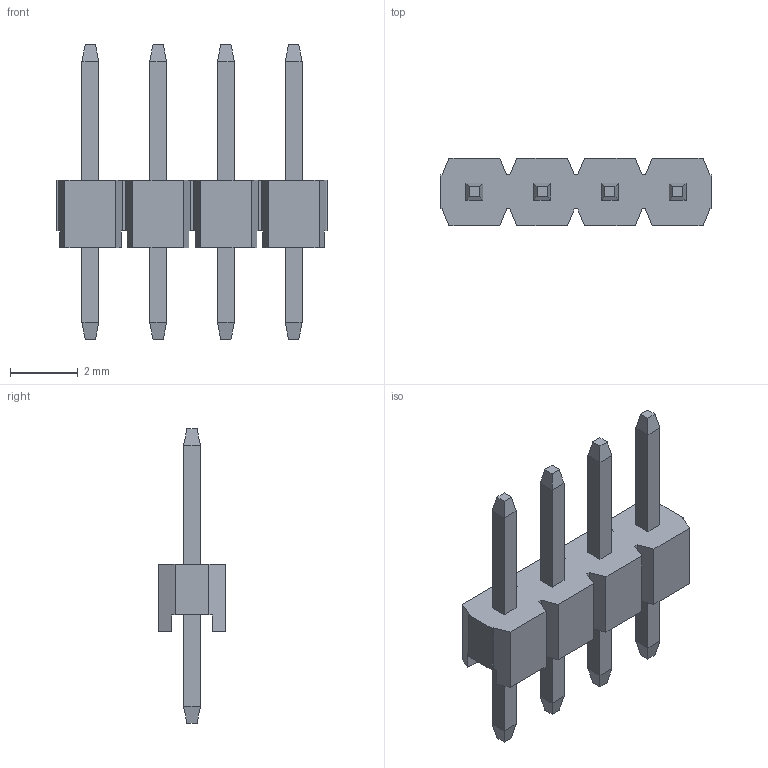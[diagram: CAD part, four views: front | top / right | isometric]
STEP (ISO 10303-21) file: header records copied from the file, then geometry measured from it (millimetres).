
FILE_DESCRIPTION(('STEP AP242'),'1');
FILE_NAME('62000411121.stp','2023-02-17T04:53:39',('TraceParts'),('TraceParts S.A.'),'Spatial InterOp 3D',' ',' ');
FILE_SCHEMA(('AP242_MANAGED_MODEL_BASED_3D_ENGINEERING_MIM_LF {1 0 10303 442 1 1 4}'));
Length unit declared in the file: millimetre
Products named in the file (1): 62000411121_1
Bounding box: 8 x 2 x 8.7 mm (x, y, z)
Volume: 31.7 mm3; surface area: 160.3 mm2
Topology: 5 solids, 5 shells, 126 faces, 316 edges, 200 vertices
Faces by surface type: plane 126
Entity records: 3732 total; most frequent: CARTESIAN_POINT 647, ORIENTED_EDGE 632, DIRECTION 578, EDGE_CURVE 316, LINE 316, VECTOR 316, VERTEX_POINT 200, EDGE_LOOP 134
